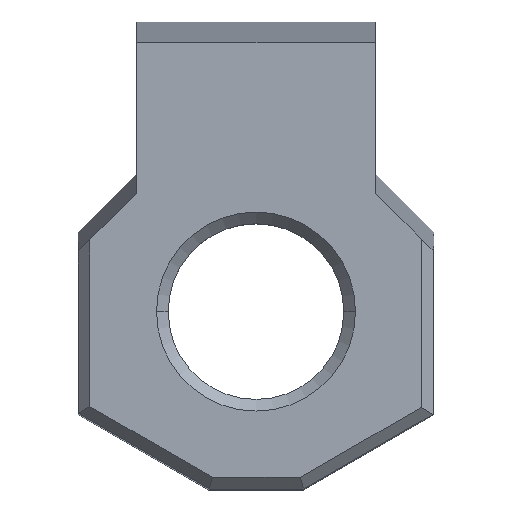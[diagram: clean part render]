
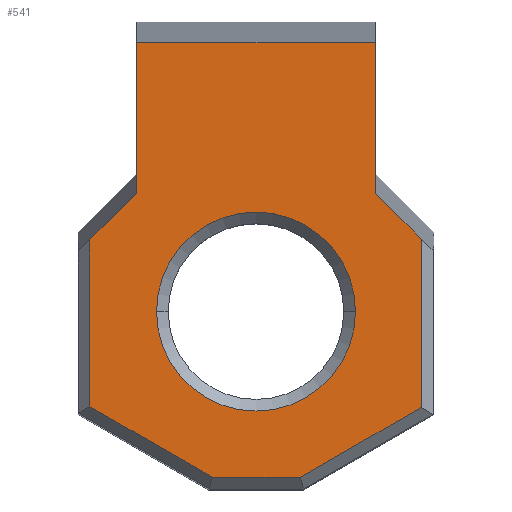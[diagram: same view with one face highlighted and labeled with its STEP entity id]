
A CAD part, top view. The second image highlights one B-rep face of the part: STEP entity #541.
In plain terms, the highlighted planar face has unit normal (0, 0, 1).
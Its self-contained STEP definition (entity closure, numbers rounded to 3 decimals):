
#2 = CARTESIAN_POINT ( 'NONE',  ( 3.539, 3.572, 6.997 ) ) ;
#10 = CARTESIAN_POINT ( 'NONE',  ( 0., 0., 6.997 ) ) ;
#18 = LINE ( 'NONE', #407, #200 ) ;
#24 = DIRECTION ( 'NONE',  ( 0.866, -0.5, 0. ) ) ;
#32 = DIRECTION ( 'NONE',  ( 0., 0., -1. ) ) ;
#41 = ORIENTED_EDGE ( 'NONE', *, *, #648, .T. ) ;
#66 = EDGE_CURVE ( 'NONE', #1064, #617, #871, .T. ) ;
#70 = EDGE_CURVE ( 'NONE', #342, #145, #623, .T. ) ;
#72 = ORIENTED_EDGE ( 'NONE', *, *, #70, .T. ) ;
#79 = ORIENTED_EDGE ( 'NONE', *, *, #689, .T. ) ;
#90 = AXIS2_PLACEMENT_3D ( 'NONE', #787, #1142, #301 ) ;
#129 = EDGE_CURVE ( 'NONE', #727, #988, #18, .T. ) ;
#145 = VERTEX_POINT ( 'NONE', #221 ) ;
#152 = EDGE_CURVE ( 'NONE', #254, #1019, #510, .T. ) ;
#157 = VECTOR ( 'NONE', #606, 1000. ) ;
#163 = CARTESIAN_POINT ( 'NONE',  ( 2.039, 5.057, 6.997 ) ) ;
#175 = ORIENTED_EDGE ( 'NONE', *, *, #443, .T. ) ;
#187 = CARTESIAN_POINT ( 'NONE',  ( -3.539, 3.572, 6.997 ) ) ;
#191 = DIRECTION ( 'NONE',  ( 0., -1., 0. ) ) ;
#200 = VECTOR ( 'NONE', #799, 1000. ) ;
#202 = VECTOR ( 'NONE', #1220, 1000. ) ;
#207 = FACE_OUTER_BOUND ( 'NONE', #593, .T. ) ;
#221 = CARTESIAN_POINT ( 'NONE',  ( -1.7, 3.04, 6.997 ) ) ;
#225 = CARTESIAN_POINT ( 'NONE',  ( 0., 7.633, 6.997 ) ) ;
#242 = LINE ( 'NONE', #265, #359 ) ;
#254 = VERTEX_POINT ( 'NONE', #820 ) ;
#265 = CARTESIAN_POINT ( 'NONE',  ( 2.825, 4.414, 6.997 ) ) ;
#268 = ORIENTED_EDGE ( 'NONE', *, *, #840, .T. ) ;
#275 = VECTOR ( 'NONE', #394, 1000. ) ;
#281 = CARTESIAN_POINT ( 'NONE',  ( 0.812, 0.21, 6.997 ) ) ;
#299 = CARTESIAN_POINT ( 'NONE',  ( 2.039, 7.633, 6.997 ) ) ;
#301 = DIRECTION ( 'NONE',  ( 1., 0., 0. ) ) ;
#304 = CARTESIAN_POINT ( 'NONE',  ( 2.924, 1.46, 6.997 ) ) ;
#330 = ORIENTED_EDGE ( 'NONE', *, *, #129, .F. ) ;
#337 = VECTOR ( 'NONE', #191, 1000. ) ;
#342 = VERTEX_POINT ( 'NONE', #924 ) ;
#359 = VECTOR ( 'NONE', #649, 1000. ) ;
#367 = CARTESIAN_POINT ( 'NONE',  ( -2.039, 5.057, 6.997 ) ) ;
#384 = CARTESIAN_POINT ( 'NONE',  ( 2.825, 1.403, 6.997 ) ) ;
#394 = DIRECTION ( 'NONE',  ( 0.71, -0.704, 0. ) ) ;
#398 = DIRECTION ( 'NONE',  ( 0., 0., 1. ) ) ;
#407 = CARTESIAN_POINT ( 'NONE',  ( -2.039, 0., 6.997 ) ) ;
#419 = DIRECTION ( 'NONE',  ( 1., 0., 0. ) ) ;
#423 = ORIENTED_EDGE ( 'NONE', *, *, #937, .F. ) ;
#437 = AXIS2_PLACEMENT_3D ( 'NONE', #898, #32, #419 ) ;
#438 = CIRCLE ( 'NONE', #437, 1.7 ) ;
#443 = EDGE_CURVE ( 'NONE', #1019, #503, #1124, .T. ) ;
#444 = EDGE_CURVE ( 'NONE', #685, #727, #1040, .T. ) ;
#485 = LINE ( 'NONE', #868, #202 ) ;
#491 = FACE_BOUND ( 'NONE', #925, .T. ) ;
#493 = VECTOR ( 'NONE', #691, 1000. ) ;
#501 = AXIS2_PLACEMENT_3D ( 'NONE', #10, #398, #793 ) ;
#503 = VERTEX_POINT ( 'NONE', #1136 ) ;
#510 = LINE ( 'NONE', #893, #876 ) ;
#527 = VERTEX_POINT ( 'NONE', #299 ) ;
#532 = CARTESIAN_POINT ( 'NONE',  ( -0.744, 0.21, 6.997 ) ) ;
#541 = ADVANCED_FACE ( 'NONE', ( #207, #491 ), #877, .T. ) ;
#545 = EDGE_CURVE ( 'NONE', #503, #1209, #1146, .T. ) ;
#572 = DIRECTION ( 'NONE',  ( 0.71, 0.704, 0. ) ) ;
#593 = EDGE_LOOP ( 'NONE', ( #1031, #268, #1086, #175, #933, #79, #850, #716, #423, #330 ) ) ;
#606 = DIRECTION ( 'NONE',  ( 1., 0., 0. ) ) ;
#617 = VERTEX_POINT ( 'NONE', #1158 ) ;
#618 = VECTOR ( 'NONE', #572, 1000. ) ;
#620 = VECTOR ( 'NONE', #662, 1000. ) ;
#623 = CIRCLE ( 'NONE', #90, 1.7 ) ;
#648 = EDGE_CURVE ( 'NONE', #145, #342, #438, .T. ) ;
#649 = DIRECTION ( 'NONE',  ( 0., 1., 0. ) ) ;
#662 = DIRECTION ( 'NONE',  ( 1., 0., 0. ) ) ;
#668 = LINE ( 'NONE', #1043, #337 ) ;
#685 = VERTEX_POINT ( 'NONE', #1087 ) ;
#689 = EDGE_CURVE ( 'NONE', #1209, #617, #242, .T. ) ;
#691 = DIRECTION ( 'NONE',  ( 0.866, 0.5, 0. ) ) ;
#715 = CARTESIAN_POINT ( 'NONE',  ( -2.039, 7.633, 6.997 ) ) ;
#716 = ORIENTED_EDGE ( 'NONE', *, *, #791, .F. ) ;
#727 = VERTEX_POINT ( 'NONE', #367 ) ;
#787 = CARTESIAN_POINT ( 'NONE',  ( 0., 3.04, 6.997 ) ) ;
#791 = EDGE_CURVE ( 'NONE', #527, #1064, #668, .T. ) ;
#793 = DIRECTION ( 'NONE',  ( 1., 0., 0. ) ) ;
#799 = DIRECTION ( 'NONE',  ( 0., 1., 0. ) ) ;
#820 = CARTESIAN_POINT ( 'NONE',  ( -2.84, 1.42, 6.997 ) ) ;
#840 = EDGE_CURVE ( 'NONE', #685, #254, #485, .T. ) ;
#850 = ORIENTED_EDGE ( 'NONE', *, *, #66, .F. ) ;
#868 = CARTESIAN_POINT ( 'NONE',  ( -2.84, 0., 6.997 ) ) ;
#871 = LINE ( 'NONE', #2, #275 ) ;
#876 = VECTOR ( 'NONE', #24, 1000. ) ;
#877 = PLANE ( 'NONE',  #501 ) ;
#893 = CARTESIAN_POINT ( 'NONE',  ( -0.699, 0.183, 6.997 ) ) ;
#898 = CARTESIAN_POINT ( 'NONE',  ( 0., 3.04, 6.997 ) ) ;
#924 = CARTESIAN_POINT ( 'NONE',  ( 1.7, 3.04, 6.997 ) ) ;
#925 = EDGE_LOOP ( 'NONE', ( #72, #41 ) ) ;
#933 = ORIENTED_EDGE ( 'NONE', *, *, #545, .T. ) ;
#937 = EDGE_CURVE ( 'NONE', #988, #527, #1071, .T. ) ;
#988 = VERTEX_POINT ( 'NONE', #715 ) ;
#1019 = VERTEX_POINT ( 'NONE', #532 ) ;
#1031 = ORIENTED_EDGE ( 'NONE', *, *, #444, .F. ) ;
#1040 = LINE ( 'NONE', #187, #618 ) ;
#1043 = CARTESIAN_POINT ( 'NONE',  ( 2.039, 0., 6.997 ) ) ;
#1064 = VERTEX_POINT ( 'NONE', #163 ) ;
#1071 = LINE ( 'NONE', #225, #157 ) ;
#1086 = ORIENTED_EDGE ( 'NONE', *, *, #152, .T. ) ;
#1087 = CARTESIAN_POINT ( 'NONE',  ( -2.84, 4.264, 6.997 ) ) ;
#1124 = LINE ( 'NONE', #281, #620 ) ;
#1136 = CARTESIAN_POINT ( 'NONE',  ( 0.758, 0.21, 6.997 ) ) ;
#1142 = DIRECTION ( 'NONE',  ( 0., 0., -1. ) ) ;
#1146 = LINE ( 'NONE', #304, #493 ) ;
#1158 = CARTESIAN_POINT ( 'NONE',  ( 2.825, 4.279, 6.997 ) ) ;
#1209 = VERTEX_POINT ( 'NONE', #384 ) ;
#1220 = DIRECTION ( 'NONE',  ( 0., -1., 0. ) ) ;
